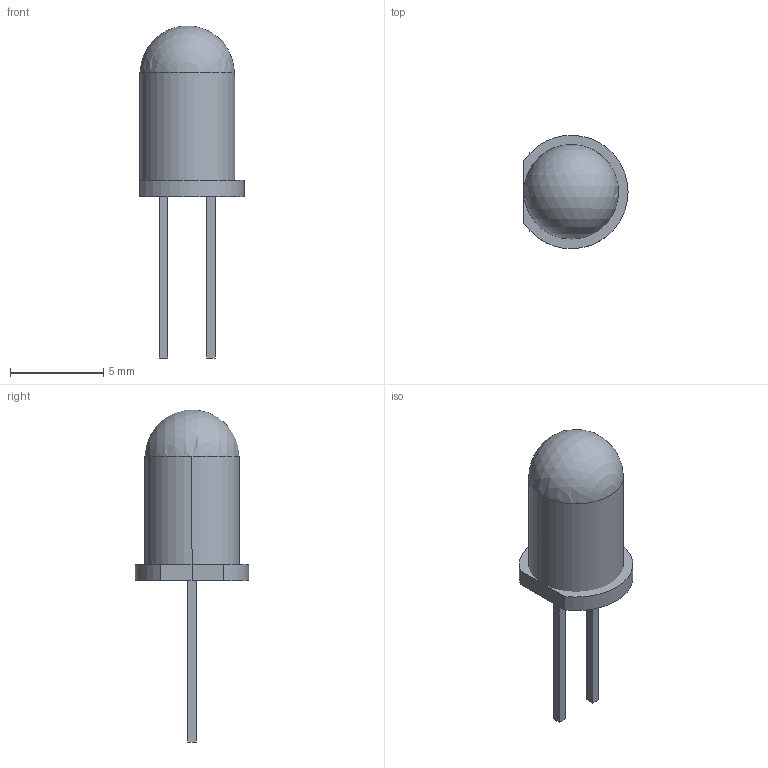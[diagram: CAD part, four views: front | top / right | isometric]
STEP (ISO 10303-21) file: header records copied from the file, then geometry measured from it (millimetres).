
FILE_DESCRIPTION((''),'2;1');
FILE_NAME('LED_5MM_YELLOW_v.stp','2009-03-09T17:42:07',(''),(''),'Mechanical Desktop 2006','Mechanical Desktop 2006',', , ');
FILE_SCHEMA(('AUTOMOTIVE_DESIGN { 1 2 10303 214 0 1 1 1 }'));
Length unit declared in the file: millimetre
Products named in the file (1): Product
Bounding box: 5.59 x 6.1 x 17.83 mm (x, y, z)
Volume: 232.1 mm3; surface area: 332.8 mm2
Topology: 5 solids, 5 shells, 23 faces, 45 edges, 28 vertices
Faces by surface type: plane 17, cylinder 4, sphere 2
Entity records: 598 total; most frequent: DIRECTION 97, CARTESIAN_POINT 91, ORIENTED_EDGE 80, EDGE_CURVE 40, AXIS2_PLACEMENT_3D 33, VECTOR 31, LINE 31, VERTEX_POINT 27
